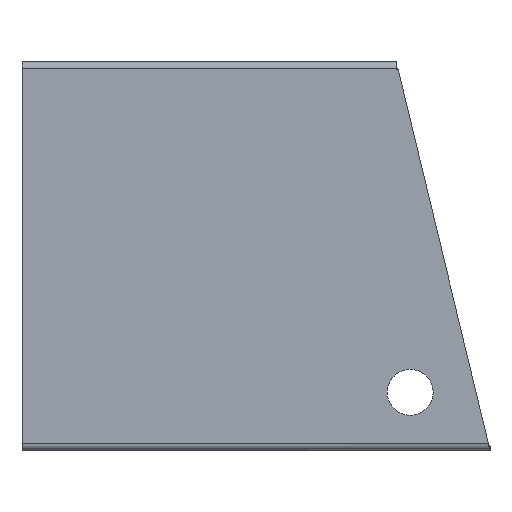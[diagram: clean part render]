
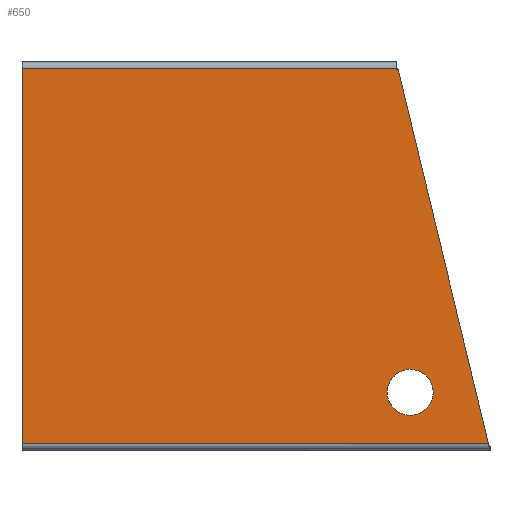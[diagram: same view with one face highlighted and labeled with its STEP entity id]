
A CAD part, top view. The second image highlights one B-rep face of the part: STEP entity #650.
In plain terms, the highlighted planar face has unit normal (0, 0, 1).
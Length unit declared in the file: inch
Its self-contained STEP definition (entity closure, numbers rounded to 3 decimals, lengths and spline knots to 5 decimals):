
#1 = CARTESIAN_POINT ( 'NONE',  ( 0., 9.3, 0. ) ) ;
#12 = VERTEX_POINT ( 'NONE', #518 ) ;
#18 = LINE ( 'NONE', #404, #414 ) ;
#23 = CARTESIAN_POINT ( 'NONE',  ( 0., 0.16, 0. ) ) ;
#61 = VECTOR ( 'NONE', #995, 39.37008 ) ;
#72 = CARTESIAN_POINT ( 'NONE',  ( 9.5, 1.41, 0. ) ) ;
#76 = EDGE_CURVE ( 'NONE', #933, #467, #149, .T. ) ;
#81 = CARTESIAN_POINT ( 'NONE',  ( 9.5, 1.41, 0. ) ) ;
#87 = VECTOR ( 'NONE', #154, 39.37008 ) ;
#88 = AXIS2_PLACEMENT_3D ( 'NONE', #72, #379, #912 ) ;
#118 = DIRECTION ( 'NONE',  ( 0., 0., 1. ) ) ;
#119 = CARTESIAN_POINT ( 'NONE',  ( 11.41441, 0.16, 0. ) ) ;
#121 = ORIENTED_EDGE ( 'NONE', *, *, #825, .T. ) ;
#133 = DIRECTION ( 'NONE',  ( 0., 1., 0. ) ) ;
#136 = AXIS2_PLACEMENT_3D ( 'NONE', #81, #391, #483 ) ;
#137 = VECTOR ( 'NONE', #796, 39.37008 ) ;
#149 = CIRCLE ( 'NONE', #136, 0.5625 ) ;
#154 = DIRECTION ( 'NONE',  ( -1., 0., 0. ) ) ;
#160 = VERTEX_POINT ( 'NONE', #185 ) ;
#174 = CARTESIAN_POINT ( 'NONE',  ( 8.9375, 1.41, 0. ) ) ;
#185 = CARTESIAN_POINT ( 'NONE',  ( 0., 0.16, 0. ) ) ;
#225 = LINE ( 'NONE', #452, #554 ) ;
#226 = CARTESIAN_POINT ( 'NONE',  ( 10.0625, 1.41, 0. ) ) ;
#263 = FACE_OUTER_BOUND ( 'NONE', #890, .T. ) ;
#274 = ORIENTED_EDGE ( 'NONE', *, *, #76, .F. ) ;
#298 = EDGE_CURVE ( 'NONE', #950, #12, #653, .T. ) ;
#316 = ORIENTED_EDGE ( 'NONE', *, *, #323, .T. ) ;
#323 = EDGE_CURVE ( 'NONE', #338, #868, #755, .T. ) ;
#324 = LINE ( 'NONE', #23, #137 ) ;
#338 = VERTEX_POINT ( 'NONE', #119 ) ;
#348 = ORIENTED_EDGE ( 'NONE', *, *, #713, .T. ) ;
#362 = CARTESIAN_POINT ( 'NONE',  ( 0., 0., 0. ) ) ;
#379 = DIRECTION ( 'NONE',  ( 0., 0., 1. ) ) ;
#391 = DIRECTION ( 'NONE',  ( 0., 0., 1. ) ) ;
#393 = CARTESIAN_POINT ( 'NONE',  ( 0., 9.34, 0. ) ) ;
#397 = CIRCLE ( 'NONE', #88, 0.5625 ) ;
#404 = CARTESIAN_POINT ( 'NONE',  ( 9.16, 9.34, 0. ) ) ;
#414 = VECTOR ( 'NONE', #563, 39.37008 ) ;
#425 = ORIENTED_EDGE ( 'NONE', *, *, #298, .T. ) ;
#446 = AXIS2_PLACEMENT_3D ( 'NONE', #362, #118, #750 ) ;
#452 = CARTESIAN_POINT ( 'NONE',  ( 9.2, 0., 0. ) ) ;
#466 = ORIENTED_EDGE ( 'NONE', *, *, #867, .F. ) ;
#467 = VERTEX_POINT ( 'NONE', #226 ) ;
#483 = DIRECTION ( 'NONE',  ( 1., 0., 0. ) ) ;
#518 = CARTESIAN_POINT ( 'NONE',  ( 9.16, 9.34, 0. ) ) ;
#545 = EDGE_LOOP ( 'NONE', ( #466, #274 ) ) ;
#554 = VECTOR ( 'NONE', #1003, 39.37008 ) ;
#561 = EDGE_CURVE ( 'NONE', #160, #338, #324, .T. ) ;
#563 = DIRECTION ( 'NONE',  ( -1., 0., 0. ) ) ;
#570 = PLANE ( 'NONE',  #446 ) ;
#574 = ORIENTED_EDGE ( 'NONE', *, *, #982, .T. ) ;
#580 = ORIENTED_EDGE ( 'NONE', *, *, #786, .T. ) ;
#636 = VECTOR ( 'NONE', #133, 39.37008 ) ;
#650 = ADVANCED_FACE ( 'NONE', ( #981, #263 ), #570, .T. ) ;
#653 = LINE ( 'NONE', #901, #636 ) ;
#677 = CARTESIAN_POINT ( 'NONE',  ( 0., 9.5, 0. ) ) ;
#688 = CARTESIAN_POINT ( 'NONE',  ( 9.2, 9.33428, 0. ) ) ;
#704 = VECTOR ( 'NONE', #888, 39.37008 ) ;
#713 = EDGE_CURVE ( 'NONE', #939, #160, #740, .T. ) ;
#740 = LINE ( 'NONE', #677, #704 ) ;
#750 = DIRECTION ( 'NONE',  ( 1., 0., 0. ) ) ;
#755 = LINE ( 'NONE', #821, #61 ) ;
#786 = EDGE_CURVE ( 'NONE', #868, #842, #225, .T. ) ;
#796 = DIRECTION ( 'NONE',  ( 1., 0., 0. ) ) ;
#821 = CARTESIAN_POINT ( 'NONE',  ( 11.45303, 0., 0. ) ) ;
#825 = EDGE_CURVE ( 'NONE', #842, #950, #927, .T. ) ;
#842 = VERTEX_POINT ( 'NONE', #915 ) ;
#867 = EDGE_CURVE ( 'NONE', #467, #933, #397, .T. ) ;
#868 = VERTEX_POINT ( 'NONE', #688 ) ;
#888 = DIRECTION ( 'NONE',  ( 0., -1., 0. ) ) ;
#890 = EDGE_LOOP ( 'NONE', ( #348, #899, #316, #580, #121, #425, #574 ) ) ;
#899 = ORIENTED_EDGE ( 'NONE', *, *, #561, .T. ) ;
#901 = CARTESIAN_POINT ( 'NONE',  ( 9.16, 0., 0. ) ) ;
#912 = DIRECTION ( 'NONE',  ( 1., 0., 0. ) ) ;
#915 = CARTESIAN_POINT ( 'NONE',  ( 9.2, 9.3, 0. ) ) ;
#927 = LINE ( 'NONE', #1, #87 ) ;
#933 = VERTEX_POINT ( 'NONE', #174 ) ;
#939 = VERTEX_POINT ( 'NONE', #393 ) ;
#945 = CARTESIAN_POINT ( 'NONE',  ( 9.16, 9.3, 0. ) ) ;
#950 = VERTEX_POINT ( 'NONE', #945 ) ;
#981 = FACE_BOUND ( 'NONE', #545, .T. ) ;
#982 = EDGE_CURVE ( 'NONE', #12, #939, #18, .T. ) ;
#995 = DIRECTION ( 'NONE',  ( -0.235, 0.972, 0. ) ) ;
#1003 = DIRECTION ( 'NONE',  ( 0., -1., 0. ) ) ;
